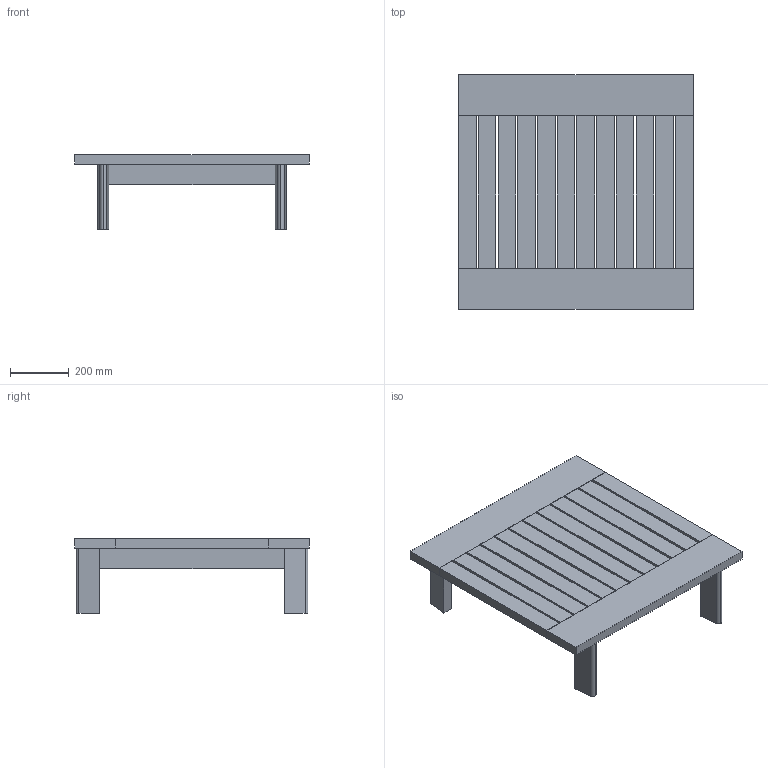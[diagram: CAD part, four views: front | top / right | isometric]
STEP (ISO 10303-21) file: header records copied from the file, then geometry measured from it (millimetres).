
FILE_DESCRIPTION(/* description */ (''),/* implementation_level */ '2;1');
FILE_NAME(/* name */ 'Rail_CB-491T_3D',/* time_stamp */ '2023-10-06T13:30:56+02:00',/* author */ (''),/* organization */ (''),/* preprocessor_version */ 'ST-DEVELOPER v16.5',/* originating_system */ 'Rhino 7.31',/* authorisation */ '');
FILE_SCHEMA (('AUTOMOTIVE_DESIGN'));
Length unit declared in the file: centimetre
Products named in the file (2): Document; Rail_CB-491T
Assembly tree (1 placements, depth 2):
  Document
    Rail_CB-491T
Bounding box: 800 x 800 x 254.25 mm (x, y, z)
Volume: 26569969.3 mm3; surface area: 2478138.2 mm2
Topology: 22 solids, 22 shells, 140 faces, 288 edges, 192 vertices
Faces by surface type: plane 132, cylinder 8
Entity records: 3385 total; most frequent: CARTESIAN_POINT 960, ORIENTED_EDGE 576, EDGE_CURVE 288, B_SPLINE_CURVE_WITH_KNOTS 240, VERTEX_POINT 192, DIRECTION 148, AXIS2_PLACEMENT_3D 144, ADVANCED_FACE 140
